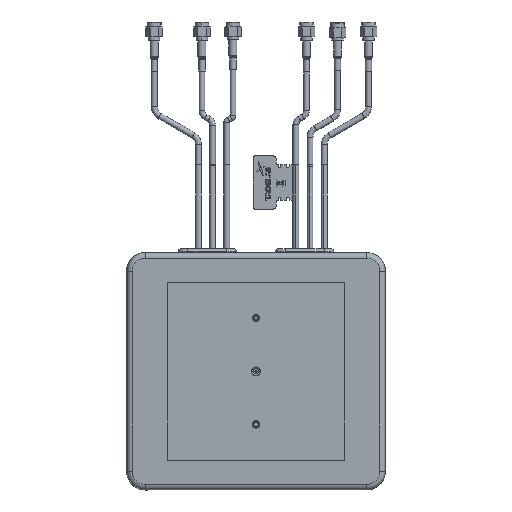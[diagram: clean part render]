
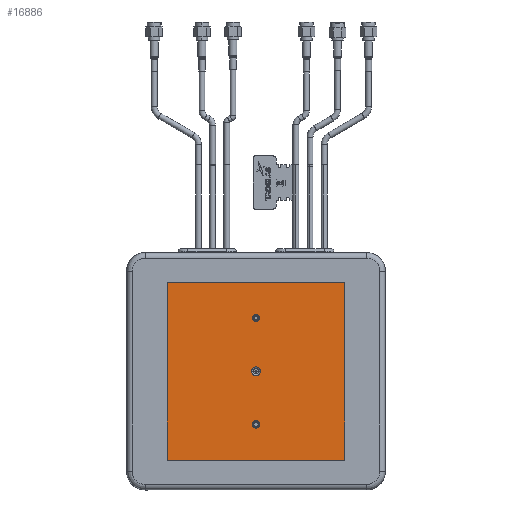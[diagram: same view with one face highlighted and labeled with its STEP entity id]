
A CAD part, front view. The second image highlights one B-rep face of the part: STEP entity #16886.
In plain terms, the highlighted planar face has unit normal (0, -1, 0).
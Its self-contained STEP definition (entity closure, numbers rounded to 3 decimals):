
#657 = ORIENTED_EDGE ( 'NONE', *, *, #21889, .F. ) ;
#1942 = CARTESIAN_POINT ( 'NONE',  ( -2.679, -11.132, 176.048 ) ) ;
#2004 = LINE ( 'NONE', #26529, #52975 ) ;
#2210 = CARTESIAN_POINT ( 'NONE',  ( -2.679, -11.132, 146.048 ) ) ;
#2775 = CARTESIAN_POINT ( 'NONE',  ( -52.879, -11.132, 196.248 ) ) ;
#3326 = EDGE_CURVE ( 'NONE', #11640, #42276, #16213, .T. ) ;
#4986 = AXIS2_PLACEMENT_3D ( 'NONE', #1942, #9979, #43465 ) ;
#6275 = DIRECTION ( 'NONE',  ( 0., -1., 0. ) ) ;
#6652 = DIRECTION ( 'NONE',  ( 0., -1., 0. ) ) ;
#7197 = CARTESIAN_POINT ( 'NONE',  ( -0.179, -11.132, 146.048 ) ) ;
#8600 = CARTESIAN_POINT ( 'NONE',  ( -52.879, -11.132, 196.248 ) ) ;
#9312 = AXIS2_PLACEMENT_3D ( 'NONE', #42727, #12561, #29613 ) ;
#9805 = ORIENTED_EDGE ( 'NONE', *, *, #35865, .F. ) ;
#9979 = DIRECTION ( 'NONE',  ( 0., -1., 0. ) ) ;
#10122 = VERTEX_POINT ( 'NONE', #41640 ) ;
#11459 = CIRCLE ( 'NONE', #50049, 2.5 ) ;
#11640 = VERTEX_POINT ( 'NONE', #31804 ) ;
#12561 = DIRECTION ( 'NONE',  ( 0., -1., 0. ) ) ;
#13494 = EDGE_CURVE ( 'NONE', #32299, #10122, #33342, .T. ) ;
#13522 = CARTESIAN_POINT ( 'NONE',  ( -52.879, -11.132, 196.248 ) ) ;
#14321 = LINE ( 'NONE', #26152, #51108 ) ;
#14664 = DIRECTION ( 'NONE',  ( 1., 0., 0. ) ) ;
#15131 = EDGE_LOOP ( 'NONE', ( #9805, #22194 ) ) ;
#15480 = LINE ( 'NONE', #8600, #48495 ) ;
#15586 = PLANE ( 'NONE',  #9312 ) ;
#15747 = DIRECTION ( 'NONE',  ( -1., 0., 0. ) ) ;
#16213 = CIRCLE ( 'NONE', #36468, 2.1 ) ;
#16246 = EDGE_CURVE ( 'NONE', #10122, #20360, #2004, .T. ) ;
#16886 = ADVANCED_FACE ( 'NONE', ( #20523, #40846, #33195, #37303 ), #15586, .T. ) ;
#18535 = CARTESIAN_POINT ( 'NONE',  ( -2.679, -11.132, 176.048 ) ) ;
#20360 = VERTEX_POINT ( 'NONE', #42241 ) ;
#20523 = FACE_BOUND ( 'NONE', #15131, .T. ) ;
#20723 = ORIENTED_EDGE ( 'NONE', *, *, #16246, .T. ) ;
#20787 = ORIENTED_EDGE ( 'NONE', *, *, #44174, .T. ) ;
#21324 = EDGE_LOOP ( 'NONE', ( #40494, #20723, #20787, #38756 ) ) ;
#21889 = EDGE_CURVE ( 'NONE', #42276, #11640, #42541, .T. ) ;
#22028 = DIRECTION ( 'NONE',  ( 0., -1., 0. ) ) ;
#22194 = ORIENTED_EDGE ( 'NONE', *, *, #46745, .F. ) ;
#23470 = DIRECTION ( 'NONE',  ( 0., -1., 0. ) ) ;
#24289 = VERTEX_POINT ( 'NONE', #7197 ) ;
#25079 = VECTOR ( 'NONE', #53674, 1000. ) ;
#25808 = CARTESIAN_POINT ( 'NONE',  ( 47.521, -11.132, 196.248 ) ) ;
#25928 = CIRCLE ( 'NONE', #54041, 2.1 ) ;
#26152 = CARTESIAN_POINT ( 'NONE',  ( 47.521, -11.132, 196.248 ) ) ;
#26529 = CARTESIAN_POINT ( 'NONE',  ( -52.879, -11.132, 95.848 ) ) ;
#26621 = EDGE_CURVE ( 'NONE', #43049, #41884, #25928, .T. ) ;
#27361 = VERTEX_POINT ( 'NONE', #25808 ) ;
#28476 = VERTEX_POINT ( 'NONE', #46300 ) ;
#29431 = EDGE_CURVE ( 'NONE', #27361, #32299, #15480, .T. ) ;
#29613 = DIRECTION ( 'NONE',  ( 1., 0., 0. ) ) ;
#30686 = DIRECTION ( 'NONE',  ( 1., 0., 0. ) ) ;
#30766 = ORIENTED_EDGE ( 'NONE', *, *, #26621, .F. ) ;
#31129 = DIRECTION ( 'NONE',  ( 0., 0., 1. ) ) ;
#31804 = CARTESIAN_POINT ( 'NONE',  ( -4.779, -11.132, 116.048 ) ) ;
#32000 = CARTESIAN_POINT ( 'NONE',  ( -2.679, -11.132, 146.048 ) ) ;
#32299 = VERTEX_POINT ( 'NONE', #13522 ) ;
#32509 = DIRECTION ( 'NONE',  ( 1., 0., 0. ) ) ;
#32598 = CARTESIAN_POINT ( 'NONE',  ( -0.579, -11.132, 176.048 ) ) ;
#33195 = FACE_BOUND ( 'NONE', #50786, .T. ) ;
#33342 = LINE ( 'NONE', #2775, #25079 ) ;
#34537 = DIRECTION ( 'NONE',  ( 0., -1., 0. ) ) ;
#35190 = DIRECTION ( 'NONE',  ( 1., 0., 0. ) ) ;
#35640 = ORIENTED_EDGE ( 'NONE', *, *, #3326, .F. ) ;
#35865 = EDGE_CURVE ( 'NONE', #24289, #28476, #11459, .T. ) ;
#36468 = AXIS2_PLACEMENT_3D ( 'NONE', #43902, #6275, #35190 ) ;
#36787 = AXIS2_PLACEMENT_3D ( 'NONE', #32000, #23470, #14664 ) ;
#37050 = CARTESIAN_POINT ( 'NONE',  ( -4.779, -11.132, 176.048 ) ) ;
#37288 = EDGE_LOOP ( 'NONE', ( #41815, #30766 ) ) ;
#37303 = FACE_OUTER_BOUND ( 'NONE', #21324, .T. ) ;
#37493 = DIRECTION ( 'NONE',  ( 1., 0., 0. ) ) ;
#38756 = ORIENTED_EDGE ( 'NONE', *, *, #29431, .T. ) ;
#40494 = ORIENTED_EDGE ( 'NONE', *, *, #13494, .T. ) ;
#40846 = FACE_BOUND ( 'NONE', #37288, .T. ) ;
#41640 = CARTESIAN_POINT ( 'NONE',  ( -52.879, -11.132, 95.848 ) ) ;
#41815 = ORIENTED_EDGE ( 'NONE', *, *, #54150, .F. ) ;
#41884 = VERTEX_POINT ( 'NONE', #32598 ) ;
#42241 = CARTESIAN_POINT ( 'NONE',  ( 47.521, -11.132, 95.848 ) ) ;
#42276 = VERTEX_POINT ( 'NONE', #47622 ) ;
#42541 = CIRCLE ( 'NONE', #51374, 2.1 ) ;
#42727 = CARTESIAN_POINT ( 'NONE',  ( -2.679, -11.132, 146.048 ) ) ;
#43049 = VERTEX_POINT ( 'NONE', #37050 ) ;
#43465 = DIRECTION ( 'NONE',  ( 1., 0., 0. ) ) ;
#43902 = CARTESIAN_POINT ( 'NONE',  ( -2.679, -11.132, 116.048 ) ) ;
#44174 = EDGE_CURVE ( 'NONE', #20360, #27361, #14321, .T. ) ;
#44647 = CIRCLE ( 'NONE', #36787, 2.5 ) ;
#46300 = CARTESIAN_POINT ( 'NONE',  ( -5.179, -11.132, 146.048 ) ) ;
#46745 = EDGE_CURVE ( 'NONE', #28476, #24289, #44647, .T. ) ;
#47010 = CARTESIAN_POINT ( 'NONE',  ( -2.679, -11.132, 116.048 ) ) ;
#47622 = CARTESIAN_POINT ( 'NONE',  ( -0.579, -11.132, 116.048 ) ) ;
#48495 = VECTOR ( 'NONE', #15747, 1000. ) ;
#50049 = AXIS2_PLACEMENT_3D ( 'NONE', #2210, #6652, #32509 ) ;
#50662 = CIRCLE ( 'NONE', #4986, 2.1 ) ;
#50786 = EDGE_LOOP ( 'NONE', ( #657, #35640 ) ) ;
#51108 = VECTOR ( 'NONE', #31129, 1000. ) ;
#51374 = AXIS2_PLACEMENT_3D ( 'NONE', #47010, #22028, #37493 ) ;
#52380 = DIRECTION ( 'NONE',  ( 1., 0., 0. ) ) ;
#52975 = VECTOR ( 'NONE', #30686, 1000. ) ;
#53674 = DIRECTION ( 'NONE',  ( 0., 0., -1. ) ) ;
#54041 = AXIS2_PLACEMENT_3D ( 'NONE', #18535, #34537, #52380 ) ;
#54150 = EDGE_CURVE ( 'NONE', #41884, #43049, #50662, .T. ) ;
